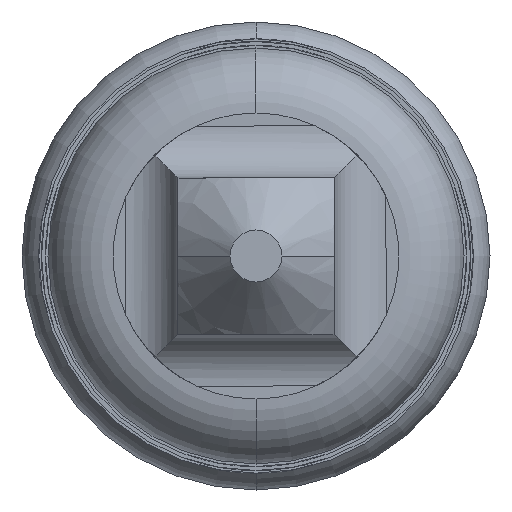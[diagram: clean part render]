
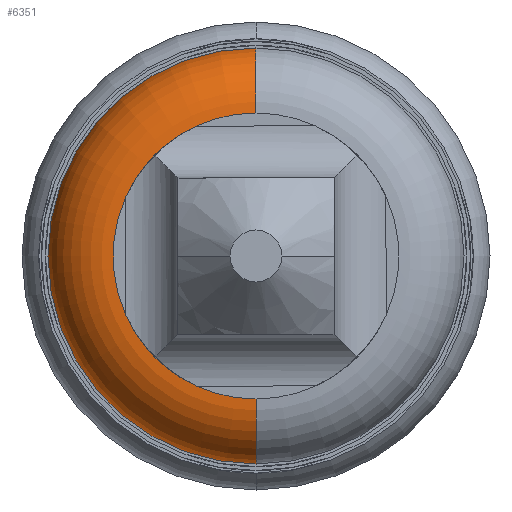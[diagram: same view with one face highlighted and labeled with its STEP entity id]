
A CAD part, front view. The second image highlights one B-rep face of the part: STEP entity #6351.
In plain terms, the highlighted toroidal (fillet/blend) face has major radius 0.55 mm and minor radius 0.25 mm.
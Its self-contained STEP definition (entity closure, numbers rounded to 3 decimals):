
#148 = DIRECTION ( 'NONE',  ( 0., -1., 0. ) ) ;
#151 = VERTEX_POINT ( 'NONE', #7016 ) ;
#207 = CARTESIAN_POINT ( 'NONE',  ( 0., -27.5, 0.55 ) ) ;
#275 = ORIENTED_EDGE ( 'NONE', *, *, #9347, .T. ) ;
#353 = AXIS2_PLACEMENT_3D ( 'NONE', #7832, #953, #6964 ) ;
#643 = CARTESIAN_POINT ( 'NONE',  ( -0.5, -27.5, -0.229 ) ) ;
#789 = AXIS2_PLACEMENT_3D ( 'NONE', #3540, #148, #9494 ) ;
#848 = EDGE_CURVE ( 'Defeature ausgef�hrt1_57+Defeature ausgef�hrt1_74+Defeature ausgef�hrt1_68+Defeature ausgef�hrt1_68', #4836, #10008, #4265, .T. ) ;
#953 = DIRECTION ( 'NONE',  ( 0., 1., 0. ) ) ;
#1128 = VERTEX_POINT ( 'NONE', #8466 ) ;
#1186 = ORIENTED_EDGE ( 'NONE', *, *, #5188, .F. ) ;
#1376 = EDGE_CURVE ( 'Defeature ausgef�hrt1_66+Defeature ausgef�hrt1_74+Defeature ausgef�hrt1_70+Defeature ausgef�hrt1_70', #5070, #151, #1888, .T. ) ;
#1402 = CARTESIAN_POINT ( 'NONE',  ( 0., -27.5, 0. ) ) ;
#1481 = EDGE_LOOP ( 'NONE', ( #1186, #275, #7584, #7100, #9129, #4520, #5981, #3597 ) ) ;
#1848 = CARTESIAN_POINT ( 'NONE',  ( 0., -27.25, 0.8 ) ) ;
#1888 = CIRCLE ( 'NONE', #789, 0.55 ) ;
#1895 = DIRECTION ( 'NONE',  ( 0., 0., -1. ) ) ;
#2600 = AXIS2_PLACEMENT_3D ( 'NONE', #9087, #8974, #9046 ) ;
#3097 = DIRECTION ( 'NONE',  ( 0., 0., -1. ) ) ;
#3527 = CARTESIAN_POINT ( 'NONE',  ( 0., -27.5, 0. ) ) ;
#3540 = CARTESIAN_POINT ( 'NONE',  ( 0., -27.5, 0. ) ) ;
#3565 = DIRECTION ( 'NONE',  ( 0., 0., -1. ) ) ;
#3597 = ORIENTED_EDGE ( 'NONE', *, *, #3633, .T. ) ;
#3598 = VERTEX_POINT ( 'NONE', #207 ) ;
#3621 = DIRECTION ( 'NONE',  ( 0., 0., -1. ) ) ;
#3633 = EDGE_CURVE ( 'Defeature ausgef�hrt1_74+Defeature ausgef�hrt1_64+Defeature ausgef�hrt1_57+Defeature ausgef�hrt1_56', #4836, #10409, #9591, .T. ) ;
#3665 = CARTESIAN_POINT ( 'NONE',  ( 0., -27.25, 0.55 ) ) ;
#3710 = CIRCLE ( 'NONE', #7057, 0.55 ) ;
#3761 = CIRCLE ( 'NONE', #5768, 0.25 ) ;
#4127 = EDGE_CURVE ( 'NONE', #151, #1128, #8883, .T. ) ;
#4265 = CIRCLE ( 'NONE', #2600, 0.55 ) ;
#4395 = CARTESIAN_POINT ( 'NONE',  ( 0., -27.5, 0. ) ) ;
#4520 = ORIENTED_EDGE ( 'NONE', *, *, #4571, .T. ) ;
#4571 = EDGE_CURVE ( 'Defeature ausgef�hrt1_74+Defeature ausgef�hrt1_62+Defeature ausgef�hrt1_66+Defeature ausgef�hrt1_57', #5070, #10008, #3710, .T. ) ;
#4836 = VERTEX_POINT ( 'NONE', #5988 ) ;
#4954 = EDGE_CURVE ( 'Defeature ausgef�hrt1_65+Defeature ausgef�hrt1_74+Defeature ausgef�hrt1_74+Defeature ausgef�hrt1_74', #1128, #10253, #8091, .T. ) ;
#5069 = AXIS2_PLACEMENT_3D ( 'NONE', #4395, #6980, #1895 ) ;
#5070 = VERTEX_POINT ( 'NONE', #6780 ) ;
#5188 = EDGE_CURVE ( 'Defeature ausgef�hrt1_56+Defeature ausgef�hrt1_74+Defeature ausgef�hrt1_71+Defeature ausgef�hrt1_71', #3598, #10409, #6091, .T. ) ;
#5272 = DIRECTION ( 'NONE',  ( 0., 1., 0. ) ) ;
#5395 = CARTESIAN_POINT ( 'NONE',  ( -0.229, -27.5, 0.5 ) ) ;
#5610 = DIRECTION ( 'NONE',  ( 0., 0., 1. ) ) ;
#5611 = DIRECTION ( 'NONE',  ( 0., 1., 0. ) ) ;
#5768 = AXIS2_PLACEMENT_3D ( 'NONE', #3665, #8663, #5610 ) ;
#5981 = ORIENTED_EDGE ( 'NONE', *, *, #848, .F. ) ;
#5988 = CARTESIAN_POINT ( 'NONE',  ( -0.5, -27.5, 0.229 ) ) ;
#6091 = CIRCLE ( 'NONE', #9578, 0.55 ) ;
#6103 = CARTESIAN_POINT ( 'NONE',  ( 0., -27.25, 0. ) ) ;
#6351 = ADVANCED_FACE ( 'Defeature ausgef�hrt1_74', ( #8022 ), #8711, .T. ) ;
#6780 = CARTESIAN_POINT ( 'NONE',  ( -0.229, -27.5, -0.5 ) ) ;
#6964 = DIRECTION ( 'NONE',  ( 0., 0., -1. ) ) ;
#6980 = DIRECTION ( 'NONE',  ( 0., 1., 0. ) ) ;
#7016 = CARTESIAN_POINT ( 'NONE',  ( 0., -27.5, -0.55 ) ) ;
#7057 = AXIS2_PLACEMENT_3D ( 'NONE', #1402, #5611, #3097 ) ;
#7100 = ORIENTED_EDGE ( 'NONE', *, *, #4127, .F. ) ;
#7490 = AXIS2_PLACEMENT_3D ( 'NONE', #9515, #9445, #8574 ) ;
#7584 = ORIENTED_EDGE ( 'NONE', *, *, #4954, .F. ) ;
#7640 = AXIS2_PLACEMENT_3D ( 'NONE', #6103, #5272, #3565 ) ;
#7832 = CARTESIAN_POINT ( 'NONE',  ( 0., -27.25, 0. ) ) ;
#8022 = FACE_OUTER_BOUND ( 'NONE', #1481, .T. ) ;
#8091 = CIRCLE ( 'NONE', #7640, 0.8 ) ;
#8466 = CARTESIAN_POINT ( 'NONE',  ( 0., -27.25, -0.8 ) ) ;
#8574 = DIRECTION ( 'NONE',  ( 0., 0., -1. ) ) ;
#8663 = DIRECTION ( 'NONE',  ( -1., 0., 0. ) ) ;
#8711 = TOROIDAL_SURFACE ( 'NONE', #353, 0.55, 0.25 ) ;
#8883 = CIRCLE ( 'NONE', #7490, 0.25 ) ;
#8974 = DIRECTION ( 'NONE',  ( 0., -1., 0. ) ) ;
#9046 = DIRECTION ( 'NONE',  ( 0., 0., -1. ) ) ;
#9087 = CARTESIAN_POINT ( 'NONE',  ( 0., -27.5, 0. ) ) ;
#9129 = ORIENTED_EDGE ( 'NONE', *, *, #1376, .F. ) ;
#9347 = EDGE_CURVE ( 'NONE', #3598, #10253, #3761, .T. ) ;
#9445 = DIRECTION ( 'NONE',  ( 1., 0., 0. ) ) ;
#9494 = DIRECTION ( 'NONE',  ( 0., 0., -1. ) ) ;
#9515 = CARTESIAN_POINT ( 'NONE',  ( 0., -27.25, -0.55 ) ) ;
#9546 = DIRECTION ( 'NONE',  ( 0., -1., 0. ) ) ;
#9578 = AXIS2_PLACEMENT_3D ( 'NONE', #3527, #9546, #3621 ) ;
#9591 = CIRCLE ( 'NONE', #5069, 0.55 ) ;
#10008 = VERTEX_POINT ( 'NONE', #643 ) ;
#10253 = VERTEX_POINT ( 'NONE', #1848 ) ;
#10409 = VERTEX_POINT ( 'NONE', #5395 ) ;
